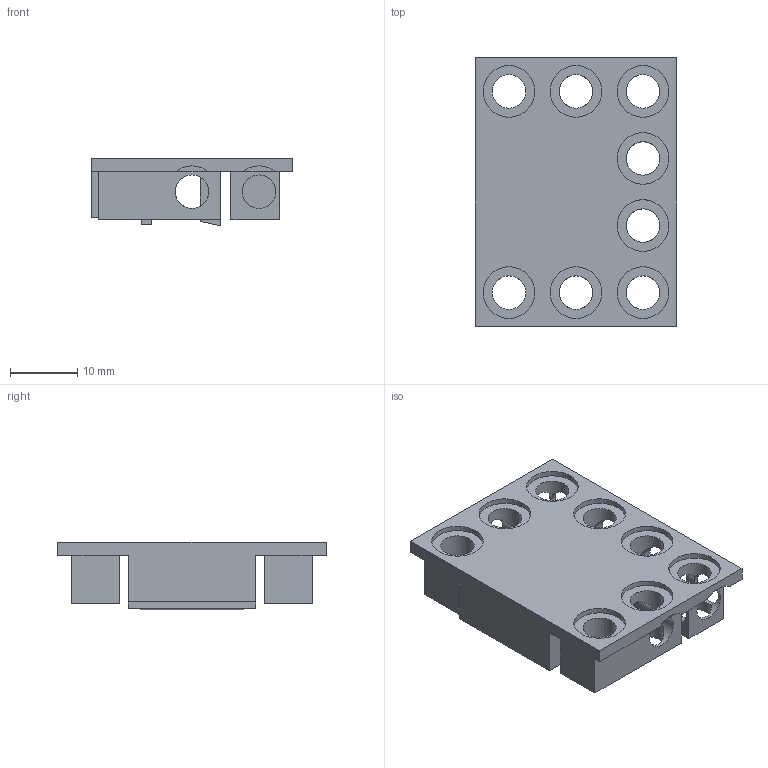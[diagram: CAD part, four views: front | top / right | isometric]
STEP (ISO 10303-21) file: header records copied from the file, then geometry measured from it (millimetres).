
FILE_DESCRIPTION(/* description */ (''),/* implementation_level */ '2;1');
FILE_NAME(/* name */ 'Bumper_front.stp',/* time_stamp */ '2019-03-08T12:33:10+01:00',/* author */ ('Varga Daniel'),/* organization */ (''),/* preprocessor_version */ 'ST-DEVELOPER v17.2',/* originating_system */ 'Autodesk Inventor 2019',/* authorisation */ '');
FILE_SCHEMA (('AUTOMOTIVE_DESIGN { 1 0 10303 214 3 1 1 }'));
Length unit declared in the file: millimetre
Products named in the file (1): Bumper_front
Bounding box: 30 x 40 x 10.09 mm (x, y, z)
Volume: 5473.6 mm3; surface area: 5580.6 mm2
Topology: 1 solids, 1 shells, 104 faces, 296 edges, 192 vertices
Faces by surface type: plane 58, cylinder 46
Full cylindrical faces by diameter (mm): 5 x30, 7.7 x8
Entity records: 3553 total; most frequent: DIRECTION 630, CARTESIAN_POINT 593, ORIENTED_EDGE 592, EDGE_CURVE 296, AXIS2_PLACEMENT_3D 229, VERTEX_POINT 192, LINE 172, VECTOR 172
